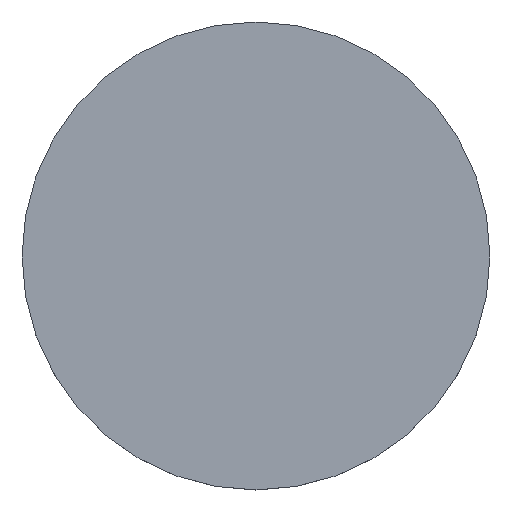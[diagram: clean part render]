
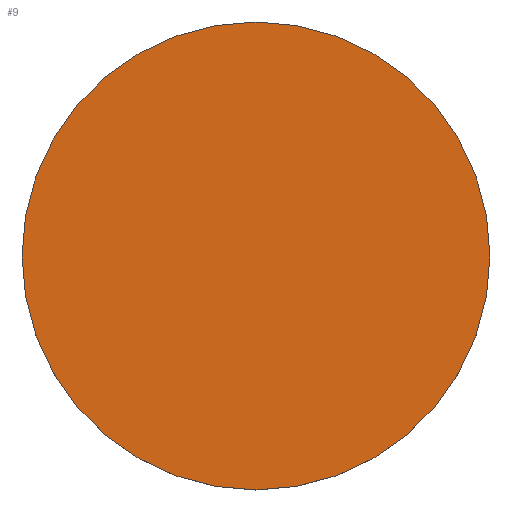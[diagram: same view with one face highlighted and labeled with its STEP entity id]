
A CAD part, top view. The second image highlights one B-rep face of the part: STEP entity #9.
In plain terms, the highlighted planar face has unit normal (0, 0, 1).
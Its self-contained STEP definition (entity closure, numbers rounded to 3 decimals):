
#3 = AXIS2_PLACEMENT_3D ( 'NONE', #171, #146, #132 ) ;
#4 = VERTEX_POINT ( 'NONE', #86 ) ;
#9 = ADVANCED_FACE ( 'NONE', ( #44 ), #167, .T. ) ;
#24 = CARTESIAN_POINT ( 'NONE',  ( 0., 0., 3.18 ) ) ;
#30 = DIRECTION ( 'NONE',  ( 1., 0., 0. ) ) ;
#40 = AXIS2_PLACEMENT_3D ( 'NONE', #24, #45, #88 ) ;
#44 = FACE_OUTER_BOUND ( 'NONE', #92, .T. ) ;
#45 = DIRECTION ( 'NONE',  ( 0., 0., 1. ) ) ;
#49 = CARTESIAN_POINT ( 'NONE',  ( 0., 0., 3.18 ) ) ;
#52 = ORIENTED_EDGE ( 'NONE', *, *, #140, .T. ) ;
#80 = ORIENTED_EDGE ( 'NONE', *, *, #137, .T. ) ;
#86 = CARTESIAN_POINT ( 'NONE',  ( 25.4, 0., 3.18 ) ) ;
#88 = DIRECTION ( 'NONE',  ( 1., 0., 0. ) ) ;
#92 = EDGE_LOOP ( 'NONE', ( #80, #52 ) ) ;
#121 = CIRCLE ( 'NONE', #3, 25.4 ) ;
#132 = DIRECTION ( 'NONE',  ( 1., 0., 0. ) ) ;
#137 = EDGE_CURVE ( 'NONE', #158, #4, #121, .T. ) ;
#140 = EDGE_CURVE ( 'NONE', #4, #158, #145, .T. ) ;
#141 = AXIS2_PLACEMENT_3D ( 'NONE', #49, #162, #30 ) ;
#145 = CIRCLE ( 'NONE', #141, 25.4 ) ;
#146 = DIRECTION ( 'NONE',  ( 0., 0., 1. ) ) ;
#148 = CARTESIAN_POINT ( 'NONE',  ( -25.4, 0., 3.18 ) ) ;
#158 = VERTEX_POINT ( 'NONE', #148 ) ;
#162 = DIRECTION ( 'NONE',  ( 0., 0., 1. ) ) ;
#167 = PLANE ( 'NONE',  #40 ) ;
#171 = CARTESIAN_POINT ( 'NONE',  ( 0., 0., 3.18 ) ) ;
